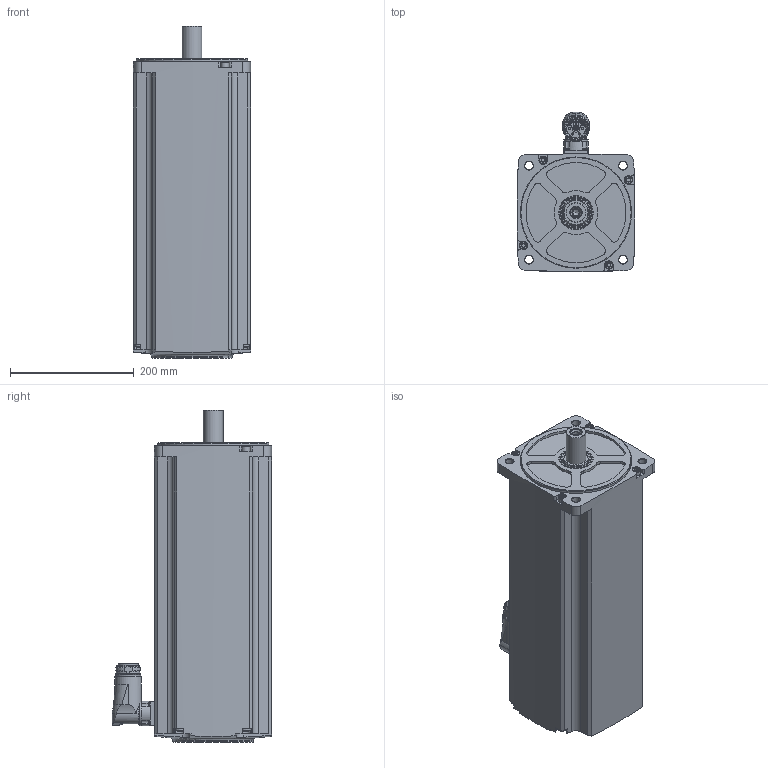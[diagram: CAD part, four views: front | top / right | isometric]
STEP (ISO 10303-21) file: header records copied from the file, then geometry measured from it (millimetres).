
FILE_DESCRIPTION(/* description */ ('STEP AP214'),/* implementation_level */ '2;1');
FILE_NAME(/* name */ '8148407_EMMT-AS-190-LR-HT-R3MYB',/* time_stamp */ '2024-08-28T02:26:54+02:00',/* author */ ('License CC BY-ND 4.0'),/* organization */ ('CADENAS'),/* preprocessor_version */ 'ST-DEVELOPER v19.3',/* originating_system */ 'PARTsolutions',/* authorisation */ ' ');
FILE_SCHEMA (('AUTOMOTIVE_DESIGN {1 0 10303 214 3 1 1}'));
Length unit declared in the file: millimetre
Products named in the file (3): 8148407 EMMT-AS-190-LR-HT-R3MYB---(high); 8148407 EMMT-AS-190-L-R3B---(high_h); 8154299 EASS-RS-T-A-4P-40-55-B7
Assembly tree (2 placements, depth 2):
  8148407 EMMT-AS-190-LR-HT-R3MYB---(high)
    8148407 EMMT-AS-190-L-R3B---(high_h)
    8154299 EASS-RS-T-A-4P-40-55-B7
Bounding box: 190 x 258.3 x 537 mm (x, y, z)
Volume: 15503774.6 mm3; surface area: 455512.6 mm2
Topology: 2 solids, 2 shells, 573 faces, 1449 edges, 937 vertices
Faces by surface type: cylinder 309, plane 172, torus 47, cone 45
Full cylindrical faces by diameter (mm): 0.63 x6, 0.99 x4, 2 x4, 3.6 x5, 4 x4, 5.2 x1, 6.647 x2, 7.06 x1, 8 x4, 10.106 x1, 13 x5, 13.5 x4, 30.85 x1, 32 x1, 32.725 x1, 39.8 x1, 40 x2, 40.3 x2, 42.8 x1, 47 x1, 52 x1, 53.44 x1, 55 x3, 130.68 x1, 180 x1
Entity records: 16961 total; most frequent: CARTESIAN_POINT 3540, DIRECTION 2920, ORIENTED_EDGE 2560, EDGE_CURVE 1280, AXIS2_PLACEMENT_3D 1223, VERTEX_POINT 906, FACE_BOUND 778, EDGE_LOOP 777
